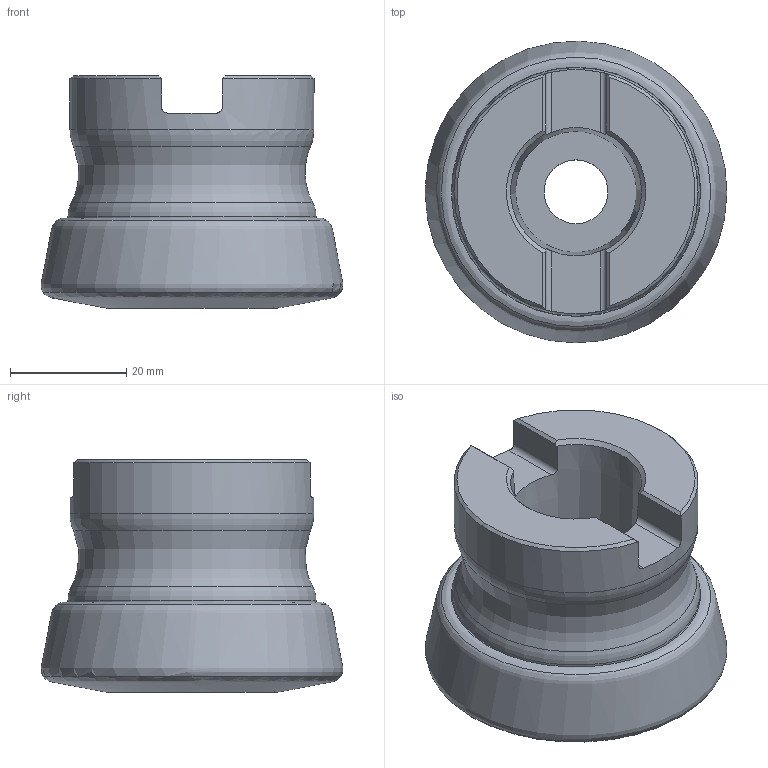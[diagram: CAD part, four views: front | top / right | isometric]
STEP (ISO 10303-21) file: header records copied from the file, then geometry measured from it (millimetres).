
FILE_DESCRIPTION(/* description */ (''),/* implementation_level */ '2;1');
FILE_NAME(/* name */ 'R220.21-0052-SP14.4A_Basic.stp',/* time_stamp */ '2021-04-26T12:26:34+06:00',/* author */ (''),/* organization */ (''),/* preprocessor_version */ 'ST-DEVELOPER v16.7',/* originating_system */ 'SIEMENS PLM Software NX 12.0',/* authorisation */ '');
FILE_SCHEMA (('AUTOMOTIVE_DESIGN { 1 0 10303 214 3 1 1 1 }'));
Length unit declared in the file: millimetre
Products named in the file (4): CUT; NOCUT; ASSEMBLY_CONSTRUCTION; inpu72448AE75mhq
Assembly tree (3 placements, depth 2):
  inpu72448AE75mhq
    ASSEMBLY_CONSTRUCTION
    NOCUT
    CUT
Bounding box: 51.94 x 51.93 x 39.99 mm (x, y, z)
Volume: 66166.6 mm3; surface area: 16484.4 mm2
Topology: 2 solids, 2 shells, 42 faces, 109 edges, 80 vertices
Faces by surface type: plane 15, cone 8, cylinder 8, torus 6, revolution 5
Full cylindrical faces by diameter (mm): 11 x1, 16 x1, 42 x1, 42.7 x1
Entity records: 1525 total; most frequent: CARTESIAN_POINT 470, DIRECTION 187, ORIENTED_EDGE 152, AXIS2_PLACEMENT_3D 81, EDGE_CURVE 76, EDGE_LOOP 62, VERTEX_POINT 56, FACE_BOUND 42
